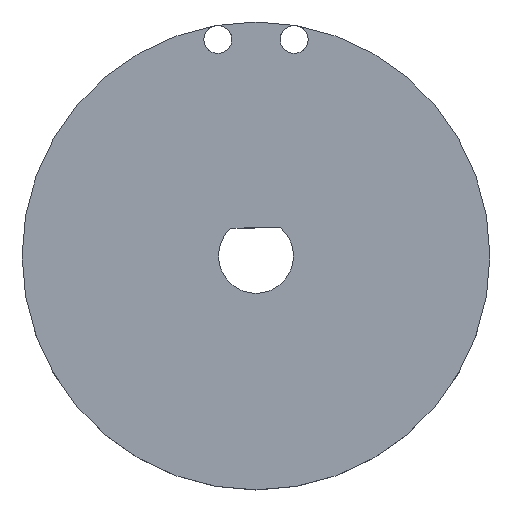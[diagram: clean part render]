
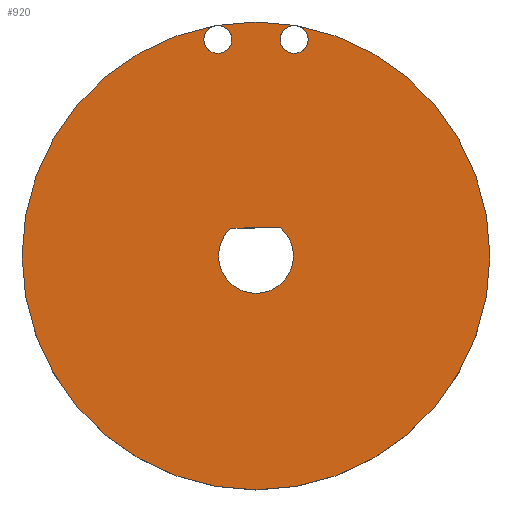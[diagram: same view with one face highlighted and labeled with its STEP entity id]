
A CAD part, top view. The second image highlights one B-rep face of the part: STEP entity #920.
In plain terms, the highlighted planar face has unit normal (0, 0, 1).
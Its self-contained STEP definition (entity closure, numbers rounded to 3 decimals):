
#20 = ORIENTED_EDGE ( 'NONE', *, *, #747, .T. ) ;
#37 = CARTESIAN_POINT ( 'NONE',  ( 0., 0., 3.572 ) ) ;
#76 = CARTESIAN_POINT ( 'NONE',  ( 0., 0., 3.572 ) ) ;
#80 = DIRECTION ( 'NONE',  ( -1., 0., 0. ) ) ;
#98 = CARTESIAN_POINT ( 'NONE',  ( 2.579, 23.133, 3.572 ) ) ;
#121 = CARTESIAN_POINT ( 'NONE',  ( -2.579, 23.133, 3.572 ) ) ;
#133 = EDGE_LOOP ( 'NONE', ( #20, #597 ) ) ;
#134 = EDGE_CURVE ( 'NONE', #677, #186, #750, .T. ) ;
#156 = FACE_BOUND ( 'NONE', #794, .T. ) ;
#158 = CIRCLE ( 'NONE', #167, 1.5 ) ;
#167 = AXIS2_PLACEMENT_3D ( 'NONE', #342, #340, #758 ) ;
#186 = VERTEX_POINT ( 'NONE', #746 ) ;
#188 = DIRECTION ( 'NONE',  ( 1., 0.011, 0. ) ) ;
#202 = ORIENTED_EDGE ( 'NONE', *, *, #338, .T. ) ;
#205 = AXIS2_PLACEMENT_3D ( 'NONE', #285, #766, #275 ) ;
#208 = FACE_BOUND ( 'NONE', #211, .T. ) ;
#211 = EDGE_LOOP ( 'NONE', ( #941, #617, #847, #202 ) ) ;
#213 = VERTEX_POINT ( 'NONE', #514 ) ;
#226 = VERTEX_POINT ( 'NONE', #420 ) ;
#239 = DIRECTION ( 'NONE',  ( -1., 0., 0. ) ) ;
#249 = DIRECTION ( 'NONE',  ( 0., 0., -1. ) ) ;
#251 = EDGE_CURVE ( 'NONE', #765, #426, #888, .T. ) ;
#252 = DIRECTION ( 'NONE',  ( 1., 0., 0. ) ) ;
#259 = CARTESIAN_POINT ( 'NONE',  ( -4.079, 23.133, 3.572 ) ) ;
#275 = DIRECTION ( 'NONE',  ( -1., 0., 0. ) ) ;
#285 = CARTESIAN_POINT ( 'NONE',  ( 0., 0., 3.572 ) ) ;
#292 = FACE_BOUND ( 'NONE', #133, .T. ) ;
#327 = EDGE_CURVE ( 'NONE', #835, #666, #915, .T. ) ;
#338 = EDGE_CURVE ( 'NONE', #213, #835, #498, .T. ) ;
#339 = AXIS2_PLACEMENT_3D ( 'NONE', #76, #732, #252 ) ;
#340 = DIRECTION ( 'NONE',  ( 0., 0., -1. ) ) ;
#342 = CARTESIAN_POINT ( 'NONE',  ( 4.079, 23.133, 3.572 ) ) ;
#363 = CARTESIAN_POINT ( 'NONE',  ( 0., 0., 3.572 ) ) ;
#374 = AXIS2_PLACEMENT_3D ( 'NONE', #1071, #249, #239 ) ;
#386 = VERTEX_POINT ( 'NONE', #98 ) ;
#388 = CARTESIAN_POINT ( 'NONE',  ( 5.579, 23.133, 3.572 ) ) ;
#405 = DIRECTION ( 'NONE',  ( 0., 0., -1. ) ) ;
#413 = AXIS2_PLACEMENT_3D ( 'NONE', #259, #694, #944 ) ;
#417 = CARTESIAN_POINT ( 'NONE',  ( 0., 0., 3.572 ) ) ;
#419 = CARTESIAN_POINT ( 'NONE',  ( 4.079, 23.133, 3.572 ) ) ;
#420 = CARTESIAN_POINT ( 'NONE',  ( 4., 0., 3.572 ) ) ;
#422 = CIRCLE ( 'NONE', #374, 4. ) ;
#426 = VERTEX_POINT ( 'NONE', #121 ) ;
#429 = ORIENTED_EDGE ( 'NONE', *, *, #251, .T. ) ;
#439 = EDGE_CURVE ( 'NONE', #666, #226, #497, .T. ) ;
#448 = DIRECTION ( 'NONE',  ( -1., 0., 0. ) ) ;
#493 = CARTESIAN_POINT ( 'NONE',  ( 25., 0., 3.572 ) ) ;
#497 = CIRCLE ( 'NONE', #873, 4. ) ;
#498 = CIRCLE ( 'NONE', #205, 4. ) ;
#505 = AXIS2_PLACEMENT_3D ( 'NONE', #419, #405, #911 ) ;
#514 = CARTESIAN_POINT ( 'NONE',  ( -4., 0., 3.572 ) ) ;
#550 = CIRCLE ( 'NONE', #339, 25. ) ;
#567 = VERTEX_POINT ( 'NONE', #388 ) ;
#578 = DIRECTION ( 'NONE',  ( 0., 0., -1. ) ) ;
#586 = DIRECTION ( 'NONE',  ( 1., 0., 0. ) ) ;
#597 = ORIENTED_EDGE ( 'NONE', *, *, #667, .T. ) ;
#598 = CARTESIAN_POINT ( 'NONE',  ( -5.579, 23.133, 3.572 ) ) ;
#606 = CARTESIAN_POINT ( 'NONE',  ( -0.032, 3., 3.572 ) ) ;
#617 = ORIENTED_EDGE ( 'NONE', *, *, #439, .T. ) ;
#627 = EDGE_CURVE ( 'NONE', #226, #213, #422, .T. ) ;
#634 = DIRECTION ( 'NONE',  ( 0., 0., -1. ) ) ;
#637 = DIRECTION ( 'NONE',  ( -1., 0., 0. ) ) ;
#655 = ORIENTED_EDGE ( 'NONE', *, *, #729, .T. ) ;
#666 = VERTEX_POINT ( 'NONE', #1000 ) ;
#667 = EDGE_CURVE ( 'NONE', #567, #386, #735, .T. ) ;
#677 = VERTEX_POINT ( 'NONE', #493 ) ;
#688 = EDGE_CURVE ( 'NONE', #426, #765, #775, .T. ) ;
#691 = VECTOR ( 'NONE', #188, 1000. ) ;
#694 = DIRECTION ( 'NONE',  ( 0., 0., -1. ) ) ;
#696 = AXIS2_PLACEMENT_3D ( 'NONE', #417, #1082, #586 ) ;
#726 = ORIENTED_EDGE ( 'NONE', *, *, #688, .T. ) ;
#729 = EDGE_CURVE ( 'NONE', #186, #677, #550, .T. ) ;
#732 = DIRECTION ( 'NONE',  ( 0., 0., 1. ) ) ;
#735 = CIRCLE ( 'NONE', #505, 1.5 ) ;
#746 = CARTESIAN_POINT ( 'NONE',  ( -25., 0., 3.572 ) ) ;
#747 = EDGE_CURVE ( 'NONE', #386, #567, #158, .T. ) ;
#750 = CIRCLE ( 'NONE', #696, 25. ) ;
#758 = DIRECTION ( 'NONE',  ( -1., 0., 0. ) ) ;
#765 = VERTEX_POINT ( 'NONE', #598 ) ;
#766 = DIRECTION ( 'NONE',  ( 0., 0., -1. ) ) ;
#775 = CIRCLE ( 'NONE', #947, 1.5 ) ;
#782 = EDGE_LOOP ( 'NONE', ( #1062, #655 ) ) ;
#794 = EDGE_LOOP ( 'NONE', ( #429, #726 ) ) ;
#797 = AXIS2_PLACEMENT_3D ( 'NONE', #363, #943, #448 ) ;
#827 = FACE_OUTER_BOUND ( 'NONE', #782, .T. ) ;
#835 = VERTEX_POINT ( 'NONE', #844 ) ;
#844 = CARTESIAN_POINT ( 'NONE',  ( -2.678, 2.971, 3.572 ) ) ;
#847 = ORIENTED_EDGE ( 'NONE', *, *, #627, .T. ) ;
#873 = AXIS2_PLACEMENT_3D ( 'NONE', #37, #634, #637 ) ;
#888 = CIRCLE ( 'NONE', #413, 1.5 ) ;
#905 = CARTESIAN_POINT ( 'NONE',  ( -4.079, 23.133, 3.572 ) ) ;
#911 = DIRECTION ( 'NONE',  ( -1., 0., 0. ) ) ;
#915 = LINE ( 'NONE', #606, #691 ) ;
#920 = ADVANCED_FACE ( 'NONE', ( #292, #156, #208, #827 ), #948, .F. ) ;
#941 = ORIENTED_EDGE ( 'NONE', *, *, #327, .T. ) ;
#943 = DIRECTION ( 'NONE',  ( 0., 0., -1. ) ) ;
#944 = DIRECTION ( 'NONE',  ( -1., 0., 0. ) ) ;
#947 = AXIS2_PLACEMENT_3D ( 'NONE', #905, #578, #80 ) ;
#948 = PLANE ( 'NONE',  #797 ) ;
#1000 = CARTESIAN_POINT ( 'NONE',  ( 2.613, 3.028, 3.572 ) ) ;
#1062 = ORIENTED_EDGE ( 'NONE', *, *, #134, .T. ) ;
#1071 = CARTESIAN_POINT ( 'NONE',  ( 0., 0., 3.572 ) ) ;
#1082 = DIRECTION ( 'NONE',  ( 0., 0., 1. ) ) ;
